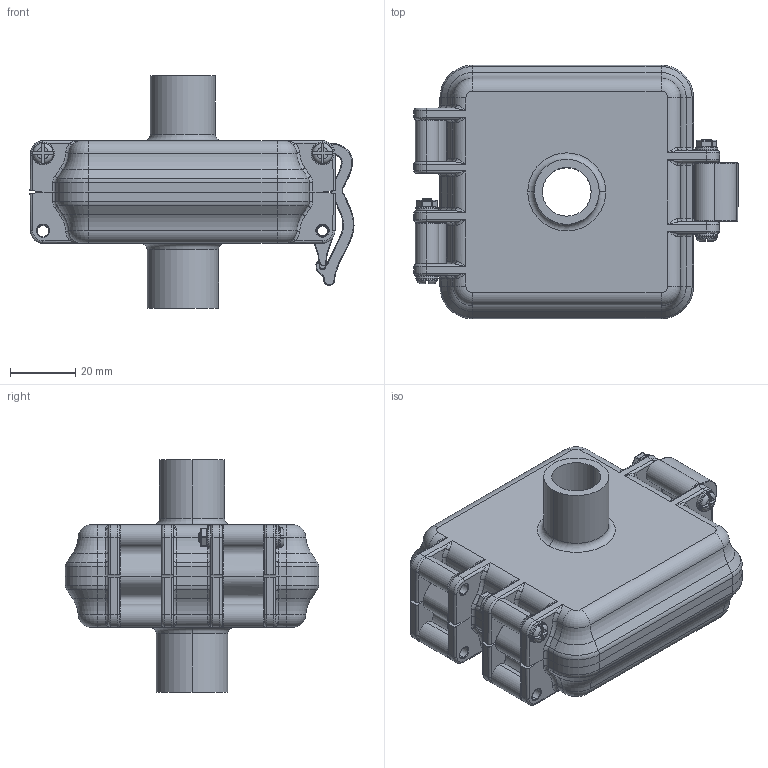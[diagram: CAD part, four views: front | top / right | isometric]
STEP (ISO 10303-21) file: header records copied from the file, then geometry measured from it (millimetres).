
FILE_DESCRIPTION (( 'STEP AP203' ), '1' );
FILE_NAME ('SCREW_M3_25_box filter25032020.STEP', '2020-03-25T11:47:15', ( '' ), ( '' ), 'SwSTEP 2.0', 'SolidWorks 2014', '' );
FILE_SCHEMA (( 'CONFIG_CONTROL_DESIGN' ));
Length unit declared in the file: millimetre
Products named in the file (1): SCREW_M3_25_box filter25032020
Bounding box: 99.67 x 78 x 71.5 mm (x, y, z)
Volume: 69901 mm3; surface area: 58505.9 mm2
Topology: 15 solids, 15 shells, 1009 faces, 2402 edges, 1379 vertices
Faces by surface type: cylinder 354, torus 297, plane 222, bspline 66, cone 44, sphere 26
Entity records: 33917 total; most frequent: CARTESIAN_POINT 10559, DIRECTION 5289, ORIENTED_EDGE 4696, EDGE_CURVE 2348, AXIS2_PLACEMENT_3D 2193, VERTEX_POINT 1379, CIRCLE 1249, EDGE_LOOP 1073
